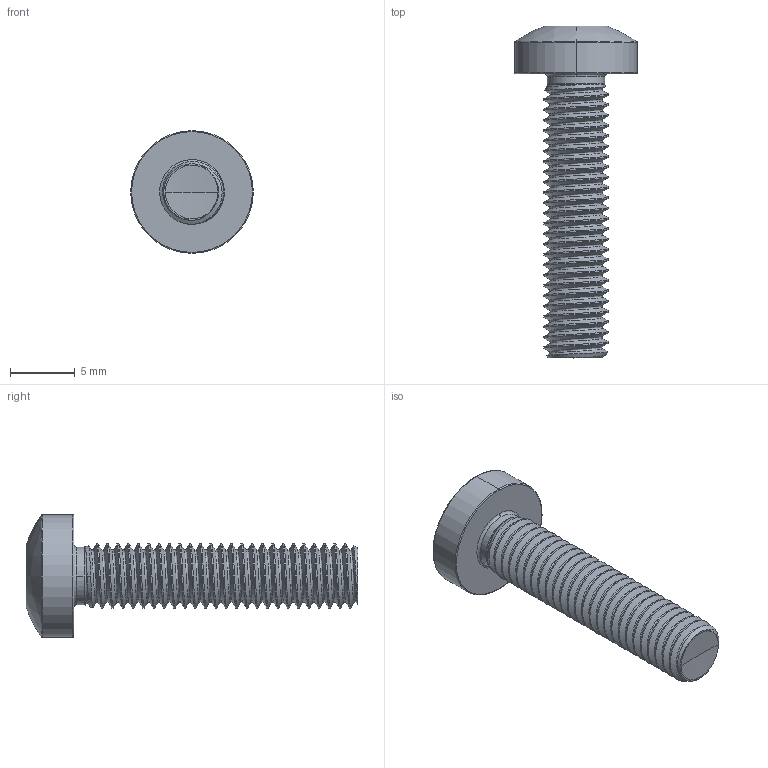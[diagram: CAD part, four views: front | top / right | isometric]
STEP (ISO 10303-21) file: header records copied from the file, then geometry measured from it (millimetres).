
FILE_DESCRIPTION (( 'STEP AP203' ), '1' );
FILE_NAME ('STM390500220.STEP', '2020-12-23T16:56:41', ( '' ), ( '' ), 'SwSTEP 2.0', 'SolidWorks 2015', '' );
FILE_SCHEMA (( 'CONFIG_CONTROL_DESIGN' ));
Length unit declared in the file: millimetre
Products named in the file (2): STM390500220
Bounding box: 9.5 x 25.7 x 9.5 mm (x, y, z)
Volume: 553.3 mm3; surface area: 760.2 mm2
Topology: 1 solids, 1 shells, 124 faces, 332 edges, 210 vertices
Faces by surface type: cylinder 74, bspline 18, torus 13, cone 12, sphere 4, plane 3
Entity records: 27801 total; most frequent: CARTESIAN_POINT 25052, ORIENTED_EDGE 660, DIRECTION 427, EDGE_CURVE 330, VERTEX_POINT 210, AXIS2_PLACEMENT_3D 172, EDGE_LOOP 126, ADVANCED_FACE 124
